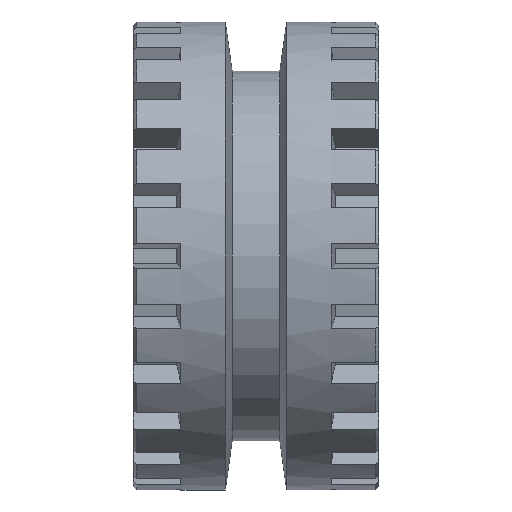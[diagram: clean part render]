
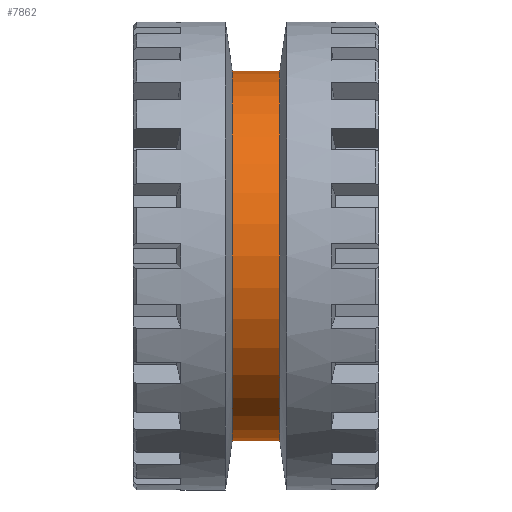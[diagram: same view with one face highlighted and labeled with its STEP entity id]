
A CAD part, front view. The second image highlights one B-rep face of the part: STEP entity #7862.
In plain terms, the highlighted cylindrical face has radius 60.394 mm (diameter 120.789 mm), a partial arc.
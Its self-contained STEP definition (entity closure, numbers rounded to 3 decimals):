
#167 = CYLINDRICAL_SURFACE ( 'NONE', #9741, 60.394 ) ;
#358 = CARTESIAN_POINT ( 'NONE',  ( 47.751, 0., 0. ) ) ;
#453 = DIRECTION ( 'NONE',  ( 0., 0., 1. ) ) ;
#697 = CARTESIAN_POINT ( 'NONE',  ( 32.249, 0., -60.394 ) ) ;
#803 = LINE ( 'NONE', #7536, #1215 ) ;
#1133 = ORIENTED_EDGE ( 'NONE', *, *, #8385, .F. ) ;
#1215 = VECTOR ( 'NONE', #4530, 1000. ) ;
#1711 = DIRECTION ( 'NONE',  ( 0., 0., 1. ) ) ;
#1931 = EDGE_CURVE ( 'NONE', #9903, #1992, #3105, .T. ) ;
#1954 = EDGE_CURVE ( 'NONE', #9578, #5727, #803, .T. ) ;
#1992 = VERTEX_POINT ( 'NONE', #697 ) ;
#2481 = VECTOR ( 'NONE', #6135, 1000. ) ;
#2636 = CARTESIAN_POINT ( 'NONE',  ( 47.751, 0., -60.394 ) ) ;
#2820 = AXIS2_PLACEMENT_3D ( 'NONE', #358, #8135, #453 ) ;
#3002 = DIRECTION ( 'NONE',  ( 0., 0., 1. ) ) ;
#3105 = LINE ( 'NONE', #9822, #2481 ) ;
#3862 = ORIENTED_EDGE ( 'NONE', *, *, #1954, .T. ) ;
#3936 = ORIENTED_EDGE ( 'NONE', *, *, #8353, .T. ) ;
#4362 = DIRECTION ( 'NONE',  ( -1., 0., 0. ) ) ;
#4530 = DIRECTION ( 'NONE',  ( -1., 0., 0. ) ) ;
#4599 = CIRCLE ( 'NONE', #2820, 60.394 ) ;
#5161 = CARTESIAN_POINT ( 'NONE',  ( 32.249, 0., 0. ) ) ;
#5232 = AXIS2_PLACEMENT_3D ( 'NONE', #5161, #4362, #3002 ) ;
#5538 = CARTESIAN_POINT ( 'NONE',  ( -699.472, 0., 0. ) ) ;
#5727 = VERTEX_POINT ( 'NONE', #9734 ) ;
#5728 = CIRCLE ( 'NONE', #5232, 60.394 ) ;
#5929 = CARTESIAN_POINT ( 'NONE',  ( 47.751, 0., 60.394 ) ) ;
#6135 = DIRECTION ( 'NONE',  ( -1., 0., 0. ) ) ;
#6423 = ORIENTED_EDGE ( 'NONE', *, *, #1931, .F. ) ;
#7052 = FACE_OUTER_BOUND ( 'NONE', #9842, .T. ) ;
#7536 = CARTESIAN_POINT ( 'NONE',  ( -699.472, 0., 60.394 ) ) ;
#7862 = ADVANCED_FACE ( 'NONE', ( #7052 ), #167, .T. ) ;
#8135 = DIRECTION ( 'NONE',  ( -1., 0., 0. ) ) ;
#8353 = EDGE_CURVE ( 'NONE', #9903, #9578, #4599, .T. ) ;
#8385 = EDGE_CURVE ( 'NONE', #1992, #5727, #5728, .T. ) ;
#8606 = DIRECTION ( 'NONE',  ( -1., 0., 0. ) ) ;
#9578 = VERTEX_POINT ( 'NONE', #5929 ) ;
#9734 = CARTESIAN_POINT ( 'NONE',  ( 32.249, 0., 60.394 ) ) ;
#9741 = AXIS2_PLACEMENT_3D ( 'NONE', #5538, #8606, #1711 ) ;
#9822 = CARTESIAN_POINT ( 'NONE',  ( -699.472, 0., -60.394 ) ) ;
#9842 = EDGE_LOOP ( 'NONE', ( #6423, #3936, #3862, #1133 ) ) ;
#9903 = VERTEX_POINT ( 'NONE', #2636 ) ;
